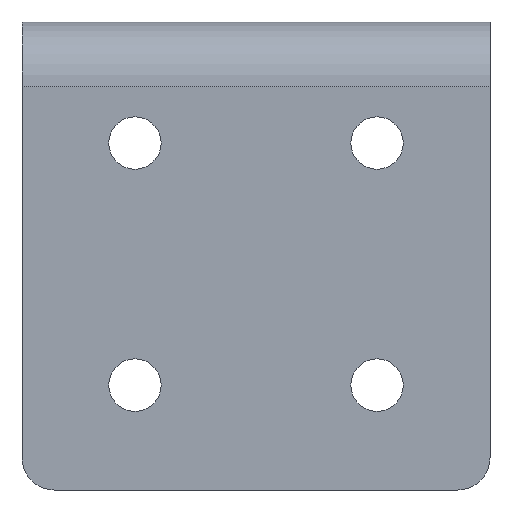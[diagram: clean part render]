
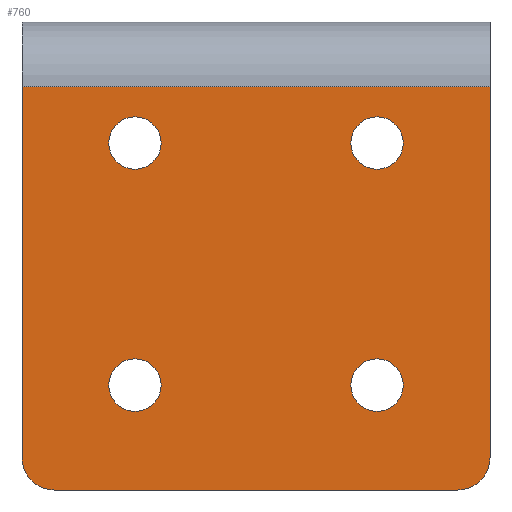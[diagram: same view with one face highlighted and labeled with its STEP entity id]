
A CAD part, front view. The second image highlights one B-rep face of the part: STEP entity #760.
In plain terms, the highlighted planar face has unit normal (0, -1, 0).
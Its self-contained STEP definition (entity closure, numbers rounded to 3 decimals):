
#4 = DIRECTION ( 'NONE',  ( 0., 1., 0. ) ) ;
#11 = DIRECTION ( 'NONE',  ( -1., 0., 0. ) ) ;
#12 = VECTOR ( 'NONE', #80, 1000. ) ;
#18 = EDGE_CURVE ( 'NONE', #948, #178, #26, .T. ) ;
#22 = AXIS2_PLACEMENT_3D ( 'NONE', #179, #794, #263 ) ;
#26 = CIRCLE ( 'NONE', #281, 1.625 ) ;
#36 = DIRECTION ( 'NONE',  ( 0., 1., 0. ) ) ;
#41 = CARTESIAN_POINT ( 'NONE',  ( 27., 0., -27. ) ) ;
#74 = AXIS2_PLACEMENT_3D ( 'NONE', #569, #36, #650 ) ;
#80 = DIRECTION ( 'NONE',  ( 0., 0., -1. ) ) ;
#87 = EDGE_CURVE ( 'NONE', #173, #937, #758, .T. ) ;
#103 = CIRCLE ( 'NONE', #1097, 1.625 ) ;
#109 = ORIENTED_EDGE ( 'NONE', *, *, #18, .T. ) ;
#121 = EDGE_CURVE ( 'NONE', #353, #1056, #790, .T. ) ;
#130 = DIRECTION ( 'NONE',  ( 0., 0., 1. ) ) ;
#134 = FACE_BOUND ( 'NONE', #199, .T. ) ;
#136 = CIRCLE ( 'NONE', #970, 1.625 ) ;
#137 = DIRECTION ( 'NONE',  ( 0., 1., 0. ) ) ;
#139 = EDGE_CURVE ( 'NONE', #703, #618, #561, .T. ) ;
#144 = CIRCLE ( 'NONE', #74, 1.625 ) ;
#145 = DIRECTION ( 'NONE',  ( 0., 1., 0. ) ) ;
#173 = VERTEX_POINT ( 'NONE', #273 ) ;
#178 = VERTEX_POINT ( 'NONE', #1061 ) ;
#179 = CARTESIAN_POINT ( 'NONE',  ( 7., 0., -22.5 ) ) ;
#183 = VECTOR ( 'NONE', #11, 1000. ) ;
#187 = CIRCLE ( 'NONE', #312, 1.625 ) ;
#194 = ORIENTED_EDGE ( 'NONE', *, *, #139, .F. ) ;
#199 = EDGE_LOOP ( 'NONE', ( #372, #308 ) ) ;
#201 = EDGE_CURVE ( 'NONE', #1056, #353, #883, .T. ) ;
#243 = ORIENTED_EDGE ( 'NONE', *, *, #496, .T. ) ;
#246 = EDGE_CURVE ( 'NONE', #734, #658, #136, .T. ) ;
#250 = CIRCLE ( 'NONE', #384, 2. ) ;
#252 = ORIENTED_EDGE ( 'NONE', *, *, #686, .T. ) ;
#263 = DIRECTION ( 'NONE',  ( 0., 0., 1. ) ) ;
#272 = DIRECTION ( 'NONE',  ( 0., 1., 0. ) ) ;
#273 = CARTESIAN_POINT ( 'NONE',  ( 29., 0., -4. ) ) ;
#278 = ORIENTED_EDGE ( 'NONE', *, *, #87, .F. ) ;
#281 = AXIS2_PLACEMENT_3D ( 'NONE', #801, #272, #884 ) ;
#295 = CARTESIAN_POINT ( 'NONE',  ( 22., 0., -9.125 ) ) ;
#308 = ORIENTED_EDGE ( 'NONE', *, *, #385, .T. ) ;
#312 = AXIS2_PLACEMENT_3D ( 'NONE', #442, #137, #749 ) ;
#315 = AXIS2_PLACEMENT_3D ( 'NONE', #548, #4, #628 ) ;
#318 = CARTESIAN_POINT ( 'NONE',  ( 0., 0., -27. ) ) ;
#349 = EDGE_LOOP ( 'NONE', ( #243, #925, #194, #1096, #278, #596 ) ) ;
#353 = VERTEX_POINT ( 'NONE', #952 ) ;
#359 = CARTESIAN_POINT ( 'NONE',  ( 27., 0., -29. ) ) ;
#362 = VERTEX_POINT ( 'NONE', #684 ) ;
#364 = FACE_BOUND ( 'NONE', #985, .T. ) ;
#372 = ORIENTED_EDGE ( 'NONE', *, *, #519, .T. ) ;
#375 = EDGE_CURVE ( 'NONE', #658, #734, #103, .T. ) ;
#377 = CIRCLE ( 'NONE', #963, 2. ) ;
#384 = AXIS2_PLACEMENT_3D ( 'NONE', #41, #653, #130 ) ;
#385 = EDGE_CURVE ( 'NONE', #539, #705, #516, .T. ) ;
#386 = DIRECTION ( 'NONE',  ( 0., -1., 0. ) ) ;
#391 = EDGE_CURVE ( 'NONE', #173, #362, #997, .T. ) ;
#408 = CARTESIAN_POINT ( 'NONE',  ( 7., 0., -7.5 ) ) ;
#433 = CARTESIAN_POINT ( 'NONE',  ( 29., 0., -29. ) ) ;
#442 = CARTESIAN_POINT ( 'NONE',  ( 22., 0., -22.5 ) ) ;
#450 = DIRECTION ( 'NONE',  ( 0., 0., 1. ) ) ;
#479 = ORIENTED_EDGE ( 'NONE', *, *, #201, .T. ) ;
#496 = EDGE_CURVE ( 'NONE', #362, #819, #744, .T. ) ;
#508 = DIRECTION ( 'NONE',  ( 0., 0., 1. ) ) ;
#516 = CIRCLE ( 'NONE', #729, 1.625 ) ;
#519 = EDGE_CURVE ( 'NONE', #705, #539, #144, .T. ) ;
#524 = ORIENTED_EDGE ( 'NONE', *, *, #121, .T. ) ;
#529 = DIRECTION ( 'NONE',  ( 0., 1., 0. ) ) ;
#539 = VERTEX_POINT ( 'NONE', #295 ) ;
#548 = CARTESIAN_POINT ( 'NONE',  ( 7., 0., -22.5 ) ) ;
#561 = LINE ( 'NONE', #433, #816 ) ;
#569 = CARTESIAN_POINT ( 'NONE',  ( 22., 0., -7.5 ) ) ;
#570 = CARTESIAN_POINT ( 'NONE',  ( 29., 0., -27. ) ) ;
#596 = ORIENTED_EDGE ( 'NONE', *, *, #391, .T. ) ;
#618 = VERTEX_POINT ( 'NONE', #864 ) ;
#628 = DIRECTION ( 'NONE',  ( 0., 0., 1. ) ) ;
#650 = DIRECTION ( 'NONE',  ( 0., 0., 1. ) ) ;
#653 = DIRECTION ( 'NONE',  ( 0., -1., 0. ) ) ;
#654 = FACE_BOUND ( 'NONE', #923, .T. ) ;
#658 = VERTEX_POINT ( 'NONE', #969 ) ;
#666 = CARTESIAN_POINT ( 'NONE',  ( 29., 0., 0. ) ) ;
#684 = CARTESIAN_POINT ( 'NONE',  ( 0., 0., -4. ) ) ;
#686 = EDGE_CURVE ( 'NONE', #178, #948, #187, .T. ) ;
#703 = VERTEX_POINT ( 'NONE', #359 ) ;
#705 = VERTEX_POINT ( 'NONE', #977 ) ;
#707 = VECTOR ( 'NONE', #993, 1000. ) ;
#729 = AXIS2_PLACEMENT_3D ( 'NONE', #979, #983, #450 ) ;
#734 = VERTEX_POINT ( 'NONE', #1016 ) ;
#741 = CARTESIAN_POINT ( 'NONE',  ( 22., 0., -24.125 ) ) ;
#744 = LINE ( 'NONE', #901, #707 ) ;
#748 = CARTESIAN_POINT ( 'NONE',  ( 7., 0., -24.125 ) ) ;
#749 = DIRECTION ( 'NONE',  ( 0., 0., 1. ) ) ;
#758 = LINE ( 'NONE', #866, #12 ) ;
#759 = DIRECTION ( 'NONE',  ( 0., 0., 1. ) ) ;
#760 = ADVANCED_FACE ( 'NONE', ( #134, #654, #833, #364, #1040 ), #1019, .F. ) ;
#773 = ORIENTED_EDGE ( 'NONE', *, *, #246, .T. ) ;
#790 = CIRCLE ( 'NONE', #22, 1.625 ) ;
#792 = ORIENTED_EDGE ( 'NONE', *, *, #375, .T. ) ;
#794 = DIRECTION ( 'NONE',  ( 0., 1., 0. ) ) ;
#801 = CARTESIAN_POINT ( 'NONE',  ( 22., 0., -22.5 ) ) ;
#816 = VECTOR ( 'NONE', #1136, 1000. ) ;
#819 = VERTEX_POINT ( 'NONE', #318 ) ;
#833 = FACE_BOUND ( 'NONE', #873, .T. ) ;
#842 = AXIS2_PLACEMENT_3D ( 'NONE', #666, #145, #759 ) ;
#864 = CARTESIAN_POINT ( 'NONE',  ( 2., 0., -29. ) ) ;
#866 = CARTESIAN_POINT ( 'NONE',  ( 29., 0., 0. ) ) ;
#873 = EDGE_LOOP ( 'NONE', ( #524, #479 ) ) ;
#883 = CIRCLE ( 'NONE', #315, 1.625 ) ;
#884 = DIRECTION ( 'NONE',  ( 0., 0., 1. ) ) ;
#901 = CARTESIAN_POINT ( 'NONE',  ( 0., 0., 0. ) ) ;
#917 = CARTESIAN_POINT ( 'NONE',  ( 2., 0., -27. ) ) ;
#923 = EDGE_LOOP ( 'NONE', ( #252, #109 ) ) ;
#925 = ORIENTED_EDGE ( 'NONE', *, *, #973, .T. ) ;
#937 = VERTEX_POINT ( 'NONE', #570 ) ;
#948 = VERTEX_POINT ( 'NONE', #741 ) ;
#952 = CARTESIAN_POINT ( 'NONE',  ( 7., 0., -20.875 ) ) ;
#956 = EDGE_CURVE ( 'NONE', #703, #937, #250, .T. ) ;
#963 = AXIS2_PLACEMENT_3D ( 'NONE', #917, #386, #1008 ) ;
#969 = CARTESIAN_POINT ( 'NONE',  ( 7., 0., -9.125 ) ) ;
#970 = AXIS2_PLACEMENT_3D ( 'NONE', #408, #1032, #508 ) ;
#973 = EDGE_CURVE ( 'NONE', #819, #618, #377, .T. ) ;
#977 = CARTESIAN_POINT ( 'NONE',  ( 22., 0., -5.875 ) ) ;
#979 = CARTESIAN_POINT ( 'NONE',  ( 22., 0., -7.5 ) ) ;
#983 = DIRECTION ( 'NONE',  ( 0., 1., 0. ) ) ;
#985 = EDGE_LOOP ( 'NONE', ( #773, #792 ) ) ;
#993 = DIRECTION ( 'NONE',  ( 0., 0., -1. ) ) ;
#997 = LINE ( 'NONE', #1065, #183 ) ;
#1008 = DIRECTION ( 'NONE',  ( 0., 0., 1. ) ) ;
#1016 = CARTESIAN_POINT ( 'NONE',  ( 7., 0., -5.875 ) ) ;
#1019 = PLANE ( 'NONE',  #842 ) ;
#1032 = DIRECTION ( 'NONE',  ( 0., 1., 0. ) ) ;
#1040 = FACE_OUTER_BOUND ( 'NONE', #349, .T. ) ;
#1043 = CARTESIAN_POINT ( 'NONE',  ( 7., 0., -7.5 ) ) ;
#1056 = VERTEX_POINT ( 'NONE', #748 ) ;
#1061 = CARTESIAN_POINT ( 'NONE',  ( 22., 0., -20.875 ) ) ;
#1065 = CARTESIAN_POINT ( 'NONE',  ( 29., 0., -4. ) ) ;
#1096 = ORIENTED_EDGE ( 'NONE', *, *, #956, .T. ) ;
#1097 = AXIS2_PLACEMENT_3D ( 'NONE', #1043, #529, #1129 ) ;
#1129 = DIRECTION ( 'NONE',  ( 0., 0., 1. ) ) ;
#1136 = DIRECTION ( 'NONE',  ( -1., 0., 0. ) ) ;
